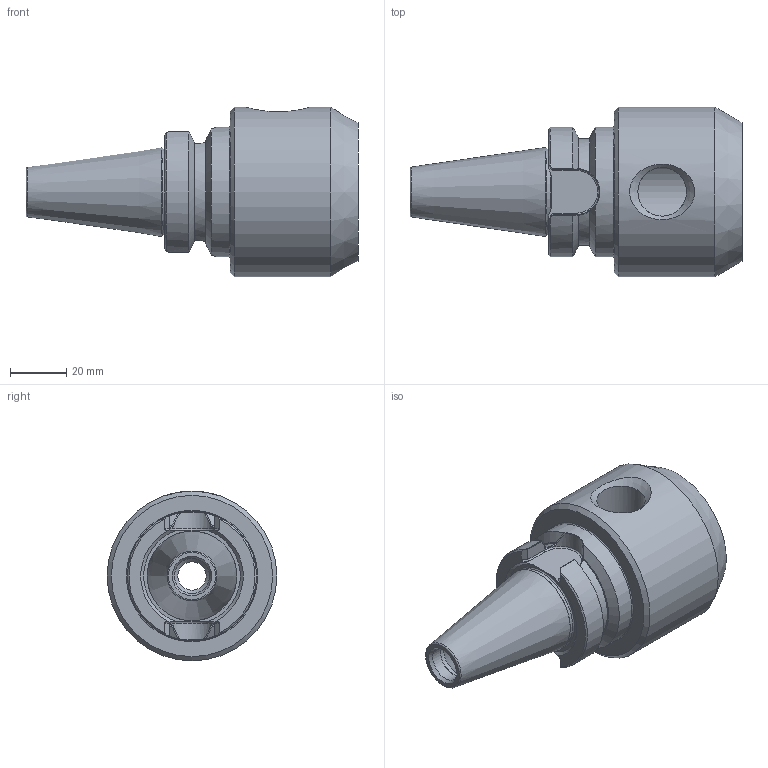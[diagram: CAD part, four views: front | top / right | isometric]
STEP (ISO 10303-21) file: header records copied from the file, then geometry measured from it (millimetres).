
FILE_DESCRIPTION(/* description */ ('END MILL HLDR'),/* implementation_level */ '2;1');
FILE_NAME(/* name */ 'B30F-10EM275-1.stp',/* time_stamp */ '2020-11-13T14:51:05-05:00',/* author */ ('dalloco'),/* organization */ (''),/* preprocessor_version */ 'ST-DEVELOPER v16.13',/* originating_system */ 'Autodesk Inventor 2018',/* authorisation */ '');
FILE_SCHEMA (('AUTOMOTIVE_DESIGN { 1 0 10303 214 3 1 1 }'));
Length unit declared in the file: inch
Products named in the file (1): B30F-10EM275-1
Bounding box: 118.26 x 60.45 x 60.45 mm (x, y, z)
Volume: 139612.9 mm3; surface area: 27841.1 mm2
Topology: 1 solids, 1 shells, 93 faces, 238 edges, 150 vertices
Faces by surface type: plane 27, cylinder 24, cone 19, bspline 18, torus 5
Full cylindrical faces by diameter (mm): 10.109 x1, 12.512 x1, 13.122 x1, 17.323 x1, 23.622 x1, 25.4 x1, 26.416 x1, 30.988 x1, 45.999 x1, 60.452 x1
Entity records: 3311 total; most frequent: CARTESIAN_POINT 1150, ORIENTED_EDGE 420, DIRECTION 388, EDGE_CURVE 210, AXIS2_PLACEMENT_3D 161, VERTEX_POINT 146, EDGE_LOOP 124, FACE_OUTER_BOUND 93
